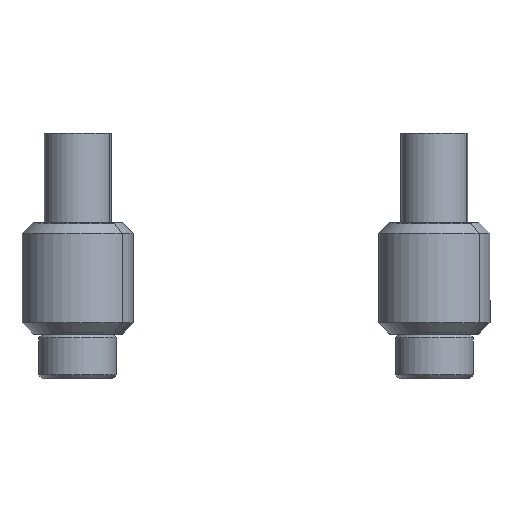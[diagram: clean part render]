
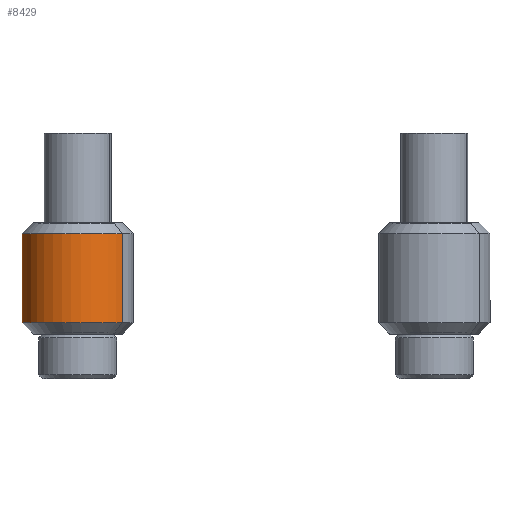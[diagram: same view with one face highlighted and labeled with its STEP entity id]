
A CAD part, front view. The second image highlights one B-rep face of the part: STEP entity #8429.
In plain terms, the highlighted cylindrical face has radius 5 mm (diameter 10 mm), a partial arc.
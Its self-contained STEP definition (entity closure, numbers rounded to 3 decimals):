
#649 = ORIENTED_EDGE ( 'NONE', *, *, #5967, .F. ) ;
#652 = CIRCLE ( 'NONE', #8813, 5. ) ;
#1025 = ORIENTED_EDGE ( 'NONE', *, *, #12476, .T. ) ;
#1501 = CARTESIAN_POINT ( 'NONE',  ( 0., 0., -5. ) ) ;
#3130 = VERTEX_POINT ( 'NONE', #10695 ) ;
#3591 = DIRECTION ( 'NONE',  ( -1., 0., 0. ) ) ;
#3634 = CARTESIAN_POINT ( 'NONE',  ( 0., 0., 5. ) ) ;
#4024 = EDGE_LOOP ( 'NONE', ( #10686, #1025, #12293, #649 ) ) ;
#4146 = VERTEX_POINT ( 'NONE', #12456 ) ;
#4208 = VERTEX_POINT ( 'NONE', #4735 ) ;
#4450 = EDGE_CURVE ( 'NONE', #4146, #3130, #652, .T. ) ;
#4673 = LINE ( 'NONE', #1501, #8762 ) ;
#4735 = CARTESIAN_POINT ( 'NONE',  ( -4., 0., 5. ) ) ;
#5130 = CARTESIAN_POINT ( 'NONE',  ( 0., 0., 0. ) ) ;
#5236 = CARTESIAN_POINT ( 'NONE',  ( -4., 0., -5. ) ) ;
#5486 = AXIS2_PLACEMENT_3D ( 'NONE', #5130, #9615, #6269 ) ;
#5557 = CYLINDRICAL_SURFACE ( 'NONE', #5486, 5. ) ;
#5967 = EDGE_CURVE ( 'NONE', #4146, #4208, #13571, .T. ) ;
#6193 = DIRECTION ( 'NONE',  ( 0., 0., 1. ) ) ;
#6269 = DIRECTION ( 'NONE',  ( 0., 0., 1. ) ) ;
#6635 = DIRECTION ( 'NONE',  ( -1., 0., 0. ) ) ;
#7873 = DIRECTION ( 'NONE',  ( 0., 0., 1. ) ) ;
#8429 = ADVANCED_FACE ( 'NONE', ( #12447 ), #5557, .T. ) ;
#8762 = VECTOR ( 'NONE', #3591, 1000. ) ;
#8813 = AXIS2_PLACEMENT_3D ( 'NONE', #10648, #9633, #6193 ) ;
#9068 = DIRECTION ( 'NONE',  ( -1., 0., 0. ) ) ;
#9615 = DIRECTION ( 'NONE',  ( -1., 0., 0. ) ) ;
#9633 = DIRECTION ( 'NONE',  ( -1., 0., 0. ) ) ;
#10648 = CARTESIAN_POINT ( 'NONE',  ( 4., 0., 0. ) ) ;
#10686 = ORIENTED_EDGE ( 'NONE', *, *, #4450, .T. ) ;
#10695 = CARTESIAN_POINT ( 'NONE',  ( 4., 0., -5. ) ) ;
#12293 = ORIENTED_EDGE ( 'NONE', *, *, #12981, .F. ) ;
#12447 = FACE_OUTER_BOUND ( 'NONE', #4024, .T. ) ;
#12456 = CARTESIAN_POINT ( 'NONE',  ( 4., 0., 5. ) ) ;
#12476 = EDGE_CURVE ( 'NONE', #3130, #13335, #4673, .T. ) ;
#12693 = VECTOR ( 'NONE', #9068, 1000. ) ;
#12904 = CIRCLE ( 'NONE', #13390, 5. ) ;
#12981 = EDGE_CURVE ( 'NONE', #4208, #13335, #12904, .T. ) ;
#13230 = CARTESIAN_POINT ( 'NONE',  ( -4., 0., 0. ) ) ;
#13335 = VERTEX_POINT ( 'NONE', #5236 ) ;
#13390 = AXIS2_PLACEMENT_3D ( 'NONE', #13230, #6635, #7873 ) ;
#13571 = LINE ( 'NONE', #3634, #12693 ) ;
